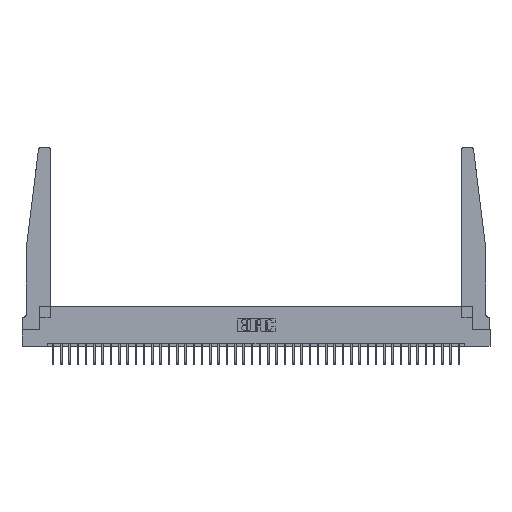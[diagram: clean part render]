
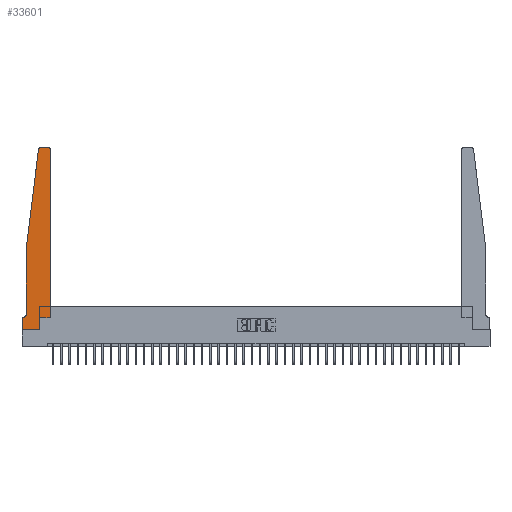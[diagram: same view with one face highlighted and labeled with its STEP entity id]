
A CAD part, top view. The second image highlights one B-rep face of the part: STEP entity #33601.
In plain terms, the highlighted planar face has unit normal (0, 0, 1).
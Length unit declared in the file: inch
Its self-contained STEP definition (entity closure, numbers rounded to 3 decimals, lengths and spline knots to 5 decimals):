
#100 = DIRECTION ( 'NONE',  ( 0., 0., 1. ) ) ;
#305 = DIRECTION ( 'NONE',  ( 0., 1., 0. ) ) ;
#588 = VECTOR ( 'NONE', #14461, 39.37008 ) ;
#671 = LINE ( 'NONE', #23475, #6604 ) ;
#688 = PLANE ( 'NONE',  #10542 ) ;
#882 = LINE ( 'NONE', #26284, #6787 ) ;
#926 = VERTEX_POINT ( 'NONE', #33599 ) ;
#999 = ORIENTED_EDGE ( 'NONE', *, *, #29280, .T. ) ;
#1710 = EDGE_CURVE ( 'NONE', #4217, #26708, #34430, .T. ) ;
#1954 = LINE ( 'NONE', #11344, #12940 ) ;
#3654 = VERTEX_POINT ( 'NONE', #30078 ) ;
#3839 = CARTESIAN_POINT ( 'NONE',  ( 0.015, 0.2375, 0.37 ) ) ;
#4135 = ORIENTED_EDGE ( 'NONE', *, *, #29442, .T. ) ;
#4217 = VERTEX_POINT ( 'NONE', #19466 ) ;
#4647 = LINE ( 'NONE', #16106, #30938 ) ;
#4706 = VERTEX_POINT ( 'NONE', #20606 ) ;
#4827 = CARTESIAN_POINT ( 'NONE',  ( 0.015, 0.1875, 0.37 ) ) ;
#5090 = CARTESIAN_POINT ( 'NONE',  ( 0.395, 2.75, 0.37 ) ) ;
#5606 = LINE ( 'NONE', #8479, #588 ) ;
#6029 = VERTEX_POINT ( 'NONE', #21503 ) ;
#6379 = AXIS2_PLACEMENT_3D ( 'NONE', #10239, #16449, #27933 ) ;
#6478 = VECTOR ( 'NONE', #13944, 39.37008 ) ;
#6604 = VECTOR ( 'NONE', #305, 39.37008 ) ;
#6640 = DIRECTION ( 'NONE',  ( -1., 0., 0. ) ) ;
#6787 = VECTOR ( 'NONE', #17125, 39.37008 ) ;
#7764 = CARTESIAN_POINT ( 'NONE',  ( 0.065, 1.25, 0.37 ) ) ;
#7845 = CIRCLE ( 'NONE', #6379, 0.03 ) ;
#7858 = DIRECTION ( 'NONE',  ( 1., 0., 0. ) ) ;
#8191 = ORIENTED_EDGE ( 'NONE', *, *, #34298, .T. ) ;
#8341 = CIRCLE ( 'NONE', #20346, 0.05 ) ;
#8479 = CARTESIAN_POINT ( 'NONE',  ( 0.425, 0.18, 0.37 ) ) ;
#9591 = DIRECTION ( 'NONE',  ( 0., -1., 0. ) ) ;
#10239 = CARTESIAN_POINT ( 'NONE',  ( 0.395, 2.72, 0.37 ) ) ;
#10515 = LINE ( 'NONE', #33222, #19290 ) ;
#10542 = AXIS2_PLACEMENT_3D ( 'NONE', #36069, #27319, #29908 ) ;
#11344 = CARTESIAN_POINT ( 'NONE',  ( 0., 0., 0.37 ) ) ;
#11380 = EDGE_CURVE ( 'NONE', #3654, #18590, #8341, .T. ) ;
#12444 = DIRECTION ( 'NONE',  ( 0., 0., -1. ) ) ;
#12698 = CARTESIAN_POINT ( 'NONE',  ( 0.2605, 0., 0.37 ) ) ;
#12940 = VECTOR ( 'NONE', #7858, 39.37008 ) ;
#13944 = DIRECTION ( 'NONE',  ( 0., -1., 0. ) ) ;
#14199 = CARTESIAN_POINT ( 'NONE',  ( 0.065, 1.25, 0.37 ) ) ;
#14461 = DIRECTION ( 'NONE',  ( 1., 0., 0. ) ) ;
#14748 = CARTESIAN_POINT ( 'NONE',  ( 0.27653, 2.72, 0.37 ) ) ;
#15379 = EDGE_CURVE ( 'NONE', #26708, #6029, #28175, .T. ) ;
#16106 = CARTESIAN_POINT ( 'NONE',  ( 0.065, 0.1875, 0.37 ) ) ;
#16449 = DIRECTION ( 'NONE',  ( 0., 0., 1. ) ) ;
#17002 = VECTOR ( 'NONE', #20512, 39.37008 ) ;
#17125 = DIRECTION ( 'NONE',  ( 0., 1., 0. ) ) ;
#17426 = CARTESIAN_POINT ( 'NONE',  ( 0.25, 2.75, 0.37 ) ) ;
#17587 = EDGE_CURVE ( 'NONE', #35550, #4706, #10515, .T. ) ;
#18184 = EDGE_CURVE ( 'NONE', #29811, #31201, #882, .T. ) ;
#18221 = VERTEX_POINT ( 'NONE', #12698 ) ;
#18590 = VERTEX_POINT ( 'NONE', #4827 ) ;
#19290 = VECTOR ( 'NONE', #9591, 39.37008 ) ;
#19466 = CARTESIAN_POINT ( 'NONE',  ( 0.27653, 2.75, 0.37 ) ) ;
#20346 = AXIS2_PLACEMENT_3D ( 'NONE', #3839, #12444, #6640 ) ;
#20512 = DIRECTION ( 'NONE',  ( -1., 0., 0. ) ) ;
#20606 = CARTESIAN_POINT ( 'NONE',  ( 0., 0., 0.37 ) ) ;
#20646 = ORIENTED_EDGE ( 'NONE', *, *, #25591, .T. ) ;
#21075 = ORIENTED_EDGE ( 'NONE', *, *, #18184, .T. ) ;
#21503 = CARTESIAN_POINT ( 'NONE',  ( 0.065, 1.25, 0.37 ) ) ;
#22080 = AXIS2_PLACEMENT_3D ( 'NONE', #14748, #100, #28935 ) ;
#22160 = LINE ( 'NONE', #14199, #6478 ) ;
#22680 = CARTESIAN_POINT ( 'NONE',  ( 0.425, 0.18, 0.37 ) ) ;
#22884 = ORIENTED_EDGE ( 'NONE', *, *, #11380, .T. ) ;
#23011 = LINE ( 'NONE', #17426, #17002 ) ;
#23475 = CARTESIAN_POINT ( 'NONE',  ( 0.2605, 0.18, 0.37 ) ) ;
#24403 = ORIENTED_EDGE ( 'NONE', *, *, #1710, .T. ) ;
#24607 = DIRECTION ( 'NONE',  ( -1., 0., 0. ) ) ;
#25591 = EDGE_CURVE ( 'NONE', #35432, #4217, #23011, .T. ) ;
#26284 = CARTESIAN_POINT ( 'NONE',  ( 0.425, 0.18, 0.37 ) ) ;
#26708 = VERTEX_POINT ( 'NONE', #36041 ) ;
#27319 = DIRECTION ( 'NONE',  ( 0., 0., 1. ) ) ;
#27933 = DIRECTION ( 'NONE',  ( 1., 0., 0. ) ) ;
#28175 = LINE ( 'NONE', #7764, #37866 ) ;
#28935 = DIRECTION ( 'NONE',  ( 1., 0., 0. ) ) ;
#29069 = ORIENTED_EDGE ( 'NONE', *, *, #35235, .T. ) ;
#29280 = EDGE_CURVE ( 'NONE', #4706, #18221, #1954, .T. ) ;
#29442 = EDGE_CURVE ( 'NONE', #926, #29811, #5606, .T. ) ;
#29698 = EDGE_CURVE ( 'NONE', #18590, #35550, #4647, .T. ) ;
#29811 = VERTEX_POINT ( 'NONE', #22680 ) ;
#29908 = DIRECTION ( 'NONE',  ( 1., 0., 0. ) ) ;
#29950 = ORIENTED_EDGE ( 'NONE', *, *, #30466, .T. ) ;
#30078 = CARTESIAN_POINT ( 'NONE',  ( 0.065, 0.2375, 0.37 ) ) ;
#30466 = EDGE_CURVE ( 'NONE', #6029, #3654, #22160, .T. ) ;
#30651 = FACE_OUTER_BOUND ( 'NONE', #34985, .T. ) ;
#30938 = VECTOR ( 'NONE', #24607, 39.37008 ) ;
#31201 = VERTEX_POINT ( 'NONE', #33302 ) ;
#33172 = DIRECTION ( 'NONE',  ( -0.122, -0.992, 0. ) ) ;
#33222 = CARTESIAN_POINT ( 'NONE',  ( 0., 0., 0.37 ) ) ;
#33302 = CARTESIAN_POINT ( 'NONE',  ( 0.425, 2.72, 0.37 ) ) ;
#33599 = CARTESIAN_POINT ( 'NONE',  ( 0.2605, 0.18, 0.37 ) ) ;
#33601 = ADVANCED_FACE ( 'NONE', ( #30651 ), #688, .T. ) ;
#34298 = EDGE_CURVE ( 'NONE', #18221, #926, #671, .T. ) ;
#34430 = CIRCLE ( 'NONE', #22080, 0.03 ) ;
#34985 = EDGE_LOOP ( 'NONE', ( #20646, #24403, #35138, #29950, #22884, #36275, #37604, #999, #8191, #4135, #21075, #29069 ) ) ;
#34993 = CARTESIAN_POINT ( 'NONE',  ( 0., 0.1875, 0.37 ) ) ;
#35138 = ORIENTED_EDGE ( 'NONE', *, *, #15379, .T. ) ;
#35235 = EDGE_CURVE ( 'NONE', #31201, #35432, #7845, .T. ) ;
#35432 = VERTEX_POINT ( 'NONE', #5090 ) ;
#35550 = VERTEX_POINT ( 'NONE', #34993 ) ;
#36041 = CARTESIAN_POINT ( 'NONE',  ( 0.24675, 2.72367, 0.37 ) ) ;
#36069 = CARTESIAN_POINT ( 'NONE',  ( 0., 0.1875, 0.37 ) ) ;
#36275 = ORIENTED_EDGE ( 'NONE', *, *, #29698, .T. ) ;
#37604 = ORIENTED_EDGE ( 'NONE', *, *, #17587, .T. ) ;
#37866 = VECTOR ( 'NONE', #33172, 39.37008 ) ;
